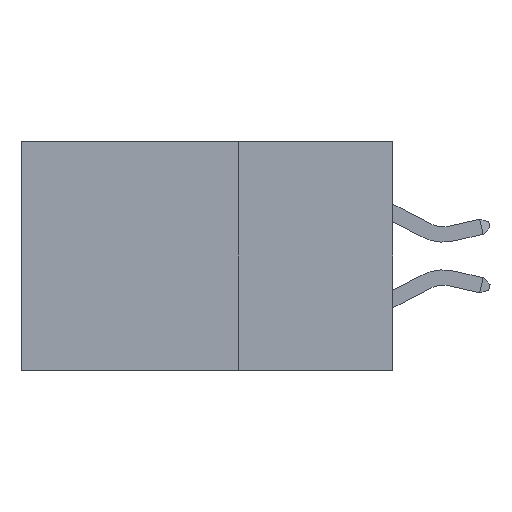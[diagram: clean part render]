
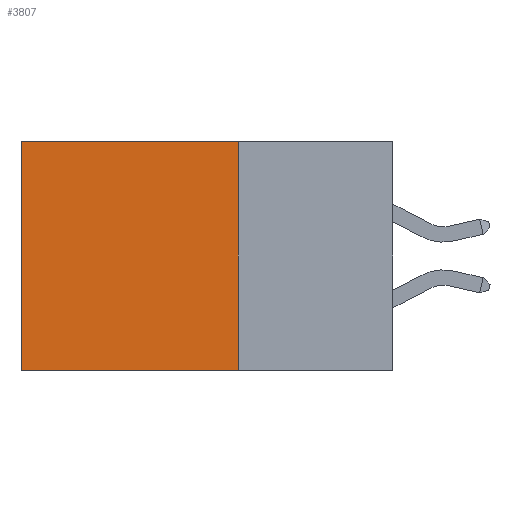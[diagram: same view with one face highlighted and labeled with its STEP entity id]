
A CAD part, left-side view. The second image highlights one B-rep face of the part: STEP entity #3807.
In plain terms, the highlighted planar face has unit normal (-1, 0, 0).
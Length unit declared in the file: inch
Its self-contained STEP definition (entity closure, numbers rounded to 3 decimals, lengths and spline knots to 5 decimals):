
#320 = CARTESIAN_POINT ( 'NONE',  ( 0.2875, 0.6, 0. ) ) ;
#639 = DIRECTION ( 'NONE',  ( 1., 0., 0. ) ) ;
#1049 = ORIENTED_EDGE ( 'NONE', *, *, #6251, .F. ) ;
#1440 = VECTOR ( 'NONE', #3776, 39.37008 ) ;
#1536 = VECTOR ( 'NONE', #8242, 39.37008 ) ;
#2774 = CARTESIAN_POINT ( 'NONE',  ( 0.2875, 0.25, 0. ) ) ;
#3111 = ORIENTED_EDGE ( 'NONE', *, *, #11154, .T. ) ;
#3495 = VERTEX_POINT ( 'NONE', #6071 ) ;
#3776 = DIRECTION ( 'NONE',  ( 0., 0., -1. ) ) ;
#3807 = ADVANCED_FACE ( 'NONE', ( #9274 ), #9817, .F. ) ;
#4609 = EDGE_CURVE ( 'NONE', #7250, #6423, #6242, .T. ) ;
#5120 = VECTOR ( 'NONE', #9962, 39.37008 ) ;
#5260 = CARTESIAN_POINT ( 'NONE',  ( 0.2875, 0.25, 0. ) ) ;
#5673 = CARTESIAN_POINT ( 'NONE',  ( 0.2875, 0.6, -0.37 ) ) ;
#5780 = LINE ( 'NONE', #8970, #1536 ) ;
#6071 = CARTESIAN_POINT ( 'NONE',  ( 0.2875, 0.25, 0. ) ) ;
#6118 = LINE ( 'NONE', #6444, #1440 ) ;
#6242 = LINE ( 'NONE', #11562, #5120 ) ;
#6251 = EDGE_CURVE ( 'NONE', #3495, #7250, #5780, .T. ) ;
#6423 = VERTEX_POINT ( 'NONE', #5673 ) ;
#6444 = CARTESIAN_POINT ( 'NONE',  ( 0.2875, 0.6, 0. ) ) ;
#6489 = VECTOR ( 'NONE', #9136, 39.37008 ) ;
#6527 = AXIS2_PLACEMENT_3D ( 'NONE', #5260, #639, #7833 ) ;
#6951 = CARTESIAN_POINT ( 'NONE',  ( 0.2875, 0.25, -0.37 ) ) ;
#7250 = VERTEX_POINT ( 'NONE', #6951 ) ;
#7563 = EDGE_LOOP ( 'NONE', ( #7594, #10390, #1049, #3111 ) ) ;
#7594 = ORIENTED_EDGE ( 'NONE', *, *, #9531, .T. ) ;
#7833 = DIRECTION ( 'NONE',  ( 0., 0., -1. ) ) ;
#8242 = DIRECTION ( 'NONE',  ( 0., 0., -1. ) ) ;
#8970 = CARTESIAN_POINT ( 'NONE',  ( 0.2875, 0.25, 0. ) ) ;
#9136 = DIRECTION ( 'NONE',  ( 0., 1., 0. ) ) ;
#9274 = FACE_OUTER_BOUND ( 'NONE', #7563, .T. ) ;
#9531 = EDGE_CURVE ( 'NONE', #10423, #6423, #6118, .T. ) ;
#9817 = PLANE ( 'NONE',  #6527 ) ;
#9962 = DIRECTION ( 'NONE',  ( 0., 1., 0. ) ) ;
#10390 = ORIENTED_EDGE ( 'NONE', *, *, #4609, .F. ) ;
#10423 = VERTEX_POINT ( 'NONE', #320 ) ;
#10487 = LINE ( 'NONE', #2774, #6489 ) ;
#11154 = EDGE_CURVE ( 'NONE', #3495, #10423, #10487, .T. ) ;
#11562 = CARTESIAN_POINT ( 'NONE',  ( 0.2875, 0.25, -0.37 ) ) ;
